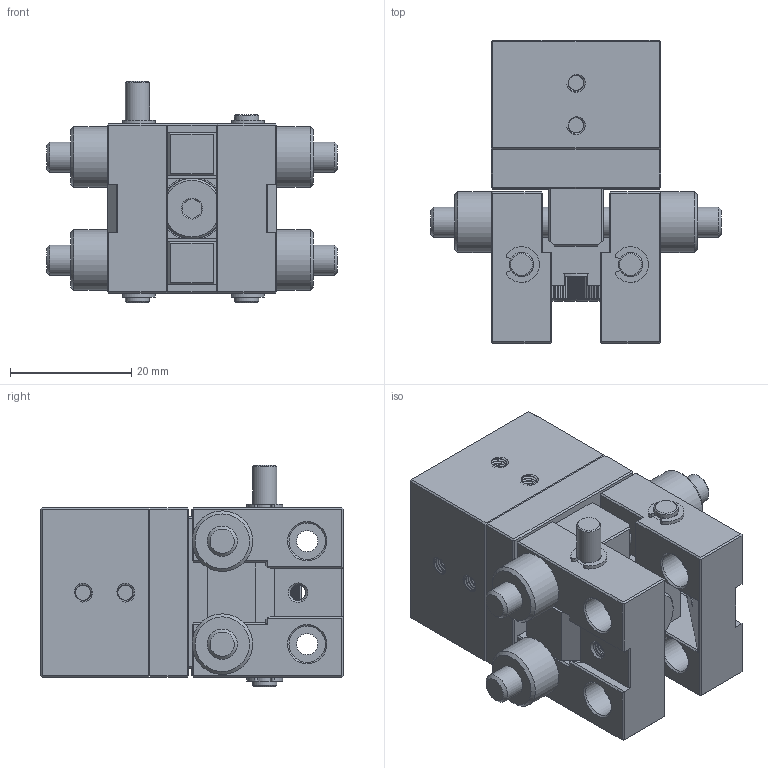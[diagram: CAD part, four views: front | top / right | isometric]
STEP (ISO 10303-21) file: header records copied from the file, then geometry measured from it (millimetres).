
FILE_DESCRIPTION(/* description */ (''),/* implementation_level */ '2;1');
FILE_NAME(/* name */ '4cb6639b-f754-4077-adf4-e12e84da9b50.stp',/* time_stamp */ '2022-05-14T18:15:55Z',/* author */ (''),/* organization */ (''),/* preprocessor_version */ 'ST-DEVELOPER v19',/* originating_system */ 'Autodesk Translation Framework v11.7.0.108',/* authorisation */ '');
FILE_SCHEMA (('AUTOMOTIVE_DESIGN { 1 0 10303 214 3 1 1 }'));
Products named in the file (12): KZL 12; Middle part; Upper body; Shaft_1; Gripper; Socket screw M4; Part_1; Shaft_2; Shaft_3; Retaining ring 4; Part_2; Shoulder screw M6
Assembly tree (20 placements, depth 2):
  KZL 12
    Middle part
    Upper body
    Shaft_1  x2
    Gripper  x2
    Socket screw M4  x2
    Part_1  x4
    Shaft_2
    Shaft_3
    Retaining ring 4  x4
    Part_2
    Shoulder screw M6
Bounding box: 48 x 50 x 36.5 mm (x, y, z)
Volume: 33504.3 mm3; surface area: 22082 mm2
Topology: 20 solids, 20 shells, 1379 faces, 3418 edges, 2208 vertices
Faces by surface type: plane 721, cylinder 526, bspline 69, cone 62, torus 1
Full cylindrical faces by diameter (mm): 2 x4, 2.529 x35, 3 x4, 3.086 x26, 3.091 x20, 3.332 x32, 3.5 x4, 3.76 x1, 3.961 x9, 4 x30, 4.109 x22, 4.234 x10, 5 x21, 5.12 x6, 6 x9, 7 x4, 8 x1, 10 x5
Entity records: 59364 total; most frequent: CARTESIAN_POINT 33344, ORIENTED_EDGE 5690, DIRECTION 4541, EDGE_CURVE 2845, VERTEX_POINT 1848, AXIS2_PLACEMENT_3D 1535, LINE 1471, VECTOR 1471
